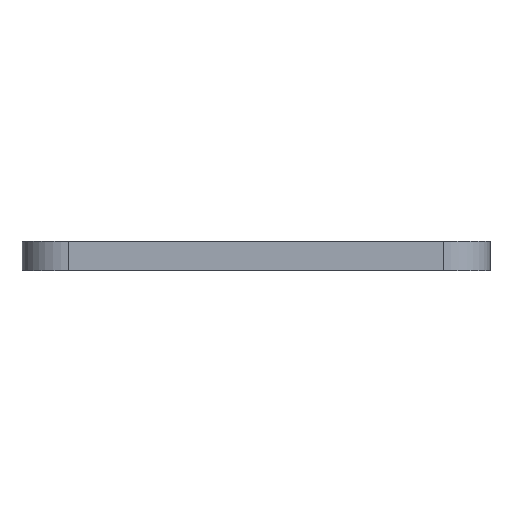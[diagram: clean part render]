
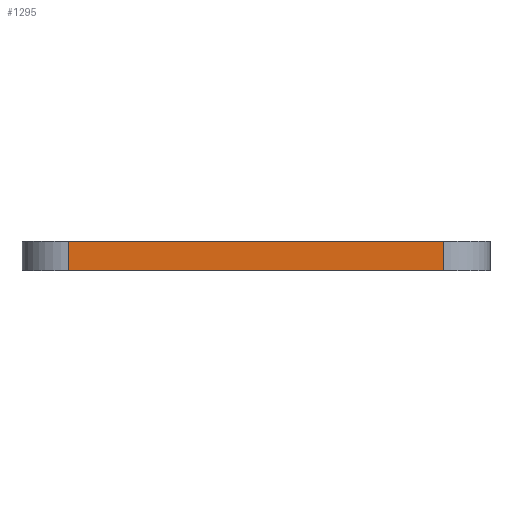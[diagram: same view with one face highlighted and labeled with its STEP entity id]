
A CAD part, left-side view. The second image highlights one B-rep face of the part: STEP entity #1295.
In plain terms, the highlighted planar face has unit normal (-1, 0, 0).
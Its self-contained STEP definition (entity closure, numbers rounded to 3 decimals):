
#818 = DIRECTION ( 'NONE',  ( 0., 1., 0. ) ) ;
#901 = ORIENTED_EDGE ( 'NONE', *, *, #2378, .T. ) ;
#1295 = ADVANCED_FACE ( 'NONE', ( #1895 ), #17551, .F. ) ;
#1646 = LINE ( 'NONE', #17223, #7041 ) ;
#1895 = FACE_OUTER_BOUND ( 'NONE', #6736, .T. ) ;
#2260 = LINE ( 'NONE', #11286, #2465 ) ;
#2378 = EDGE_CURVE ( 'NONE', #13109, #16493, #17100, .T. ) ;
#2412 = EDGE_CURVE ( 'NONE', #13520, #3185, #1646, .T. ) ;
#2465 = VECTOR ( 'NONE', #8376, 1000. ) ;
#3185 = VERTEX_POINT ( 'NONE', #15538 ) ;
#3981 = LINE ( 'NONE', #16470, #11442 ) ;
#4024 = DIRECTION ( 'NONE',  ( 0., 0., -1. ) ) ;
#4441 = VECTOR ( 'NONE', #818, 1000. ) ;
#5918 = CARTESIAN_POINT ( 'NONE',  ( -15.875, 12.7, -2. ) ) ;
#6070 = EDGE_CURVE ( 'NONE', #16493, #13520, #3981, .T. ) ;
#6344 = ORIENTED_EDGE ( 'NONE', *, *, #6070, .T. ) ;
#6736 = EDGE_LOOP ( 'NONE', ( #14872, #9110, #901, #6344 ) ) ;
#7041 = VECTOR ( 'NONE', #17473, 1000. ) ;
#7901 = EDGE_CURVE ( 'NONE', #3185, #13109, #2260, .T. ) ;
#8376 = DIRECTION ( 'NONE',  ( 0., 0., 1. ) ) ;
#9110 = ORIENTED_EDGE ( 'NONE', *, *, #7901, .T. ) ;
#10390 = AXIS2_PLACEMENT_3D ( 'NONE', #12148, #17665, #11109 ) ;
#11109 = DIRECTION ( 'NONE',  ( 0., 0., -1. ) ) ;
#11128 = CARTESIAN_POINT ( 'NONE',  ( -15.875, 12.7, 0. ) ) ;
#11286 = CARTESIAN_POINT ( 'NONE',  ( -15.875, -12.7, -46.901 ) ) ;
#11442 = VECTOR ( 'NONE', #4024, 1000. ) ;
#11725 = CARTESIAN_POINT ( 'NONE',  ( -15.875, -12.7, 0. ) ) ;
#12009 = CARTESIAN_POINT ( 'NONE',  ( -15.875, -15.875, 0. ) ) ;
#12148 = CARTESIAN_POINT ( 'NONE',  ( -15.875, -15.875, -46.901 ) ) ;
#13109 = VERTEX_POINT ( 'NONE', #11725 ) ;
#13520 = VERTEX_POINT ( 'NONE', #5918 ) ;
#14872 = ORIENTED_EDGE ( 'NONE', *, *, #2412, .T. ) ;
#15538 = CARTESIAN_POINT ( 'NONE',  ( -15.875, -12.7, -2. ) ) ;
#16470 = CARTESIAN_POINT ( 'NONE',  ( -15.875, 12.7, -2. ) ) ;
#16493 = VERTEX_POINT ( 'NONE', #11128 ) ;
#17100 = LINE ( 'NONE', #12009, #4441 ) ;
#17223 = CARTESIAN_POINT ( 'NONE',  ( -15.875, -15.875, -2. ) ) ;
#17473 = DIRECTION ( 'NONE',  ( 0., -1., 0. ) ) ;
#17551 = PLANE ( 'NONE',  #10390 ) ;
#17665 = DIRECTION ( 'NONE',  ( 1., 0., 0. ) ) ;
